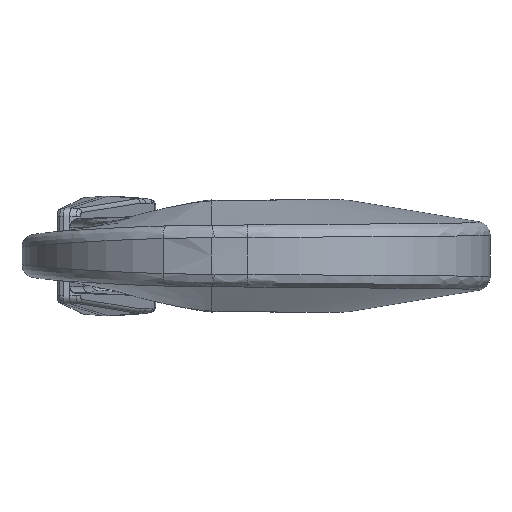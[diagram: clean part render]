
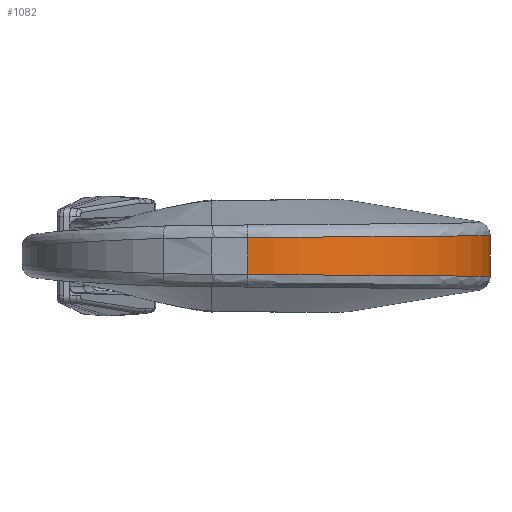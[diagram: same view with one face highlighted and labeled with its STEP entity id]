
A CAD part, front view. The second image highlights one B-rep face of the part: STEP entity #1082.
In plain terms, the highlighted cylindrical face has radius 55.462 mm (diameter 110.924 mm), a partial arc.
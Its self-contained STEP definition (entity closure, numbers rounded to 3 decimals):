
#206=CYLINDRICAL_SURFACE('',#5999,55.462);
#410=LINE('',#8412,#649);
#411=LINE('',#8439,#650);
#649=VECTOR('',#6532,1.);
#650=VECTOR('',#6533,1.);
#1082=ADVANCED_FACE('',(#1598),#206,.T.);
#1598=FACE_OUTER_BOUND('',#1965,.T.);
#1965=EDGE_LOOP('',(#2456,#2457,#2458,#2459,#2460,#2461));
#2456=ORIENTED_EDGE('',*,*,#4815,.T.);
#2457=ORIENTED_EDGE('',*,*,#4816,.T.);
#2458=ORIENTED_EDGE('',*,*,#4817,.T.);
#2459=ORIENTED_EDGE('',*,*,#4818,.F.);
#2460=ORIENTED_EDGE('',*,*,#4819,.F.);
#2461=ORIENTED_EDGE('',*,*,#4820,.F.);
#4263=VERTEX_POINT('',#8413);
#4264=VERTEX_POINT('',#8414);
#4265=VERTEX_POINT('',#8421);
#4266=VERTEX_POINT('',#8438);
#4267=VERTEX_POINT('',#8440);
#4268=VERTEX_POINT('',#8457);
#4815=EDGE_CURVE('',#4263,#4264,#410,.T.);
#4816=EDGE_CURVE('',#4264,#4265,#5698,.T.);
#4817=EDGE_CURVE('',#4265,#4266,#5699,.T.);
#4818=EDGE_CURVE('',#4267,#4266,#411,.T.);
#4819=EDGE_CURVE('',#4268,#4267,#5700,.T.);
#4820=EDGE_CURVE('',#4263,#4268,#5701,.T.);
#5698=B_SPLINE_CURVE_WITH_KNOTS('',3,(#8415,#8416,#8417,#8418,#8419,#8420),
.UNSPECIFIED.,.F.,.F.,(4,2,4),(0.,0.5,1.),.UNSPECIFIED.);
#5699=B_SPLINE_CURVE_WITH_KNOTS('',3,(#8422,#8423,#8424,#8425,#8426,#8427,
#8428,#8429,#8430,#8431,#8432,#8433,#8434,#8435,#8436,#8437),.UNSPECIFIED.,
.F.,.F.,(4,2,2,2,2,2,2,4),(0.,0.125,0.25,0.375,0.5,
0.75,0.875,1.),.UNSPECIFIED.);
#5700=B_SPLINE_CURVE_WITH_KNOTS('',3,(#8441,#8442,#8443,#8444,#8445,#8446,
#8447,#8448,#8449,#8450,#8451,#8452,#8453,#8454,#8455,#8456),.UNSPECIFIED.,
.F.,.F.,(4,2,2,2,2,2,2,4),(0.,0.125,0.25,0.375,0.5,
0.75,0.875,1.),.UNSPECIFIED.);
#5701=B_SPLINE_CURVE_WITH_KNOTS('',3,(#8458,#8459,#8460,#8461,#8462,#8463),
.UNSPECIFIED.,.F.,.F.,(4,2,4),(0.,0.5,1.),.UNSPECIFIED.);
#5999=AXIS2_PLACEMENT_3D('',#8464,#6534,#6535);
#6532=DIRECTION('',(0.,0.,1.));
#6533=DIRECTION('',(0.,0.,1.));
#6534=DIRECTION('',(0.,0.,1.));
#6535=DIRECTION('',(-1.,0.,0.));
#8412=CARTESIAN_POINT('',(192.716,231.497,-20.));
#8413=CARTESIAN_POINT('',(192.716,231.497,-4.261));
#8414=CARTESIAN_POINT('',(192.716,231.497,4.261));
#8415=CARTESIAN_POINT('',(192.716,231.497,4.261));
#8416=CARTESIAN_POINT('',(197.27,226.564,4.12));
#8417=CARTESIAN_POINT('',(200.838,220.931,4.319));
#8418=CARTESIAN_POINT('',(205.863,208.551,4.808));
#8419=CARTESIAN_POINT('',(207.233,202.018,5.062));
#8420=CARTESIAN_POINT('',(207.405,195.306,4.952));
#8421=CARTESIAN_POINT('',(207.405,195.306,4.952));
#8422=CARTESIAN_POINT('',(207.405,195.306,4.952));
#8423=CARTESIAN_POINT('',(207.502,191.558,4.887));
#8424=CARTESIAN_POINT('',(207.219,187.85,4.845));
#8425=CARTESIAN_POINT('',(205.93,180.569,4.767));
#8426=CARTESIAN_POINT('',(204.908,176.948,4.733));
#8427=CARTESIAN_POINT('',(202.17,170.023,4.673));
#8428=CARTESIAN_POINT('',(200.472,166.739,4.646));
#8429=CARTESIAN_POINT('',(196.425,160.52,4.597));
#8430=CARTESIAN_POINT('',(194.055,157.576,4.575));
#8431=CARTESIAN_POINT('',(186.257,149.666,4.514));
#8432=CARTESIAN_POINT('',(179.941,145.419,4.472));
#8433=CARTESIAN_POINT('',(169.641,141.179,4.411));
#8434=CARTESIAN_POINT('',(166.022,140.1,4.388));
#8435=CARTESIAN_POINT('',(158.721,138.705,4.344));
#8436=CARTESIAN_POINT('',(155.021,138.374,4.321));
#8437=CARTESIAN_POINT('',(151.271,138.421,4.285));
#8438=CARTESIAN_POINT('',(151.271,138.421,4.285));
#8439=CARTESIAN_POINT('',(151.271,138.421,-20.));
#8440=CARTESIAN_POINT('',(151.271,138.421,-4.285));
#8441=CARTESIAN_POINT('',(207.405,195.306,-4.952));
#8442=CARTESIAN_POINT('',(207.502,191.558,-4.887));
#8443=CARTESIAN_POINT('',(207.219,187.85,-4.845));
#8444=CARTESIAN_POINT('',(205.93,180.569,-4.767));
#8445=CARTESIAN_POINT('',(204.908,176.948,-4.733));
#8446=CARTESIAN_POINT('',(202.17,170.023,-4.673));
#8447=CARTESIAN_POINT('',(200.472,166.739,-4.646));
#8448=CARTESIAN_POINT('',(196.425,160.52,-4.597));
#8449=CARTESIAN_POINT('',(194.055,157.576,-4.575));
#8450=CARTESIAN_POINT('',(186.257,149.666,-4.514));
#8451=CARTESIAN_POINT('',(179.941,145.419,-4.472));
#8452=CARTESIAN_POINT('',(169.641,141.179,-4.411));
#8453=CARTESIAN_POINT('',(166.022,140.1,-4.388));
#8454=CARTESIAN_POINT('',(158.721,138.705,-4.344));
#8455=CARTESIAN_POINT('',(155.021,138.374,-4.321));
#8456=CARTESIAN_POINT('',(151.271,138.421,-4.285));
#8457=CARTESIAN_POINT('',(207.405,195.306,-4.952));
#8458=CARTESIAN_POINT('',(192.716,231.497,-4.261));
#8459=CARTESIAN_POINT('',(197.27,226.564,-4.12));
#8460=CARTESIAN_POINT('',(200.838,220.931,-4.319));
#8461=CARTESIAN_POINT('',(205.863,208.551,-4.808));
#8462=CARTESIAN_POINT('',(207.233,202.018,-5.062));
#8463=CARTESIAN_POINT('',(207.405,195.306,-4.952));
#8464=CARTESIAN_POINT('',(151.962,193.879,-20.));
